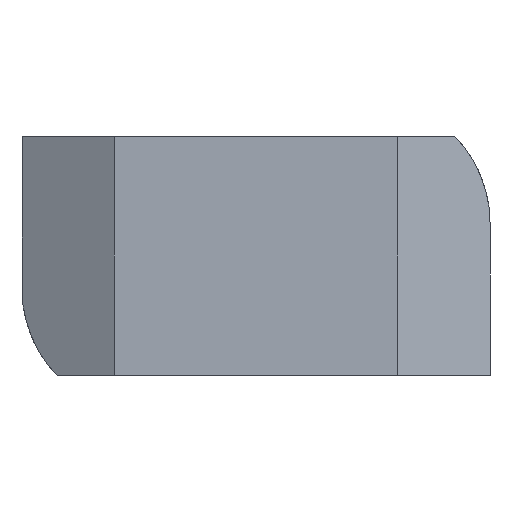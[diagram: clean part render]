
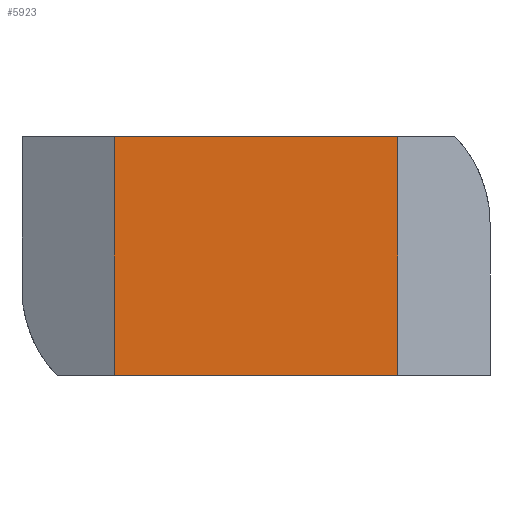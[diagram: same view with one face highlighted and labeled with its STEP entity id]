
A CAD part, front view. The second image highlights one B-rep face of the part: STEP entity #5923.
In plain terms, the highlighted planar face has unit normal (0, -1, 0).
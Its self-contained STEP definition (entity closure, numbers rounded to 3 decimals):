
#395 = CARTESIAN_POINT ( 'NONE',  ( -5.75, 0., -9.7 ) ) ;
#475 = VECTOR ( 'NONE', #8588, 1000. ) ;
#592 = VERTEX_POINT ( 'NONE', #395 ) ;
#621 = EDGE_CURVE ( 'NONE', #8040, #2669, #6246, .T. ) ;
#671 = CARTESIAN_POINT ( 'NONE',  ( 5.75, 0., -9.7 ) ) ;
#1153 = LINE ( 'NONE', #1612, #475 ) ;
#1612 = CARTESIAN_POINT ( 'NONE',  ( -5.75, 0., -9.7 ) ) ;
#1623 = CARTESIAN_POINT ( 'NONE',  ( 5.75, 0., -9.7 ) ) ;
#1696 = FACE_OUTER_BOUND ( 'NONE', #4823, .T. ) ;
#2316 = ORIENTED_EDGE ( 'NONE', *, *, #2738, .F. ) ;
#2335 = DIRECTION ( 'NONE',  ( 1., 0., 0. ) ) ;
#2377 = CARTESIAN_POINT ( 'NONE',  ( 5.75, 0., 0. ) ) ;
#2397 = DIRECTION ( 'NONE',  ( 1., 0., 0. ) ) ;
#2669 = VERTEX_POINT ( 'NONE', #2377 ) ;
#2738 = EDGE_CURVE ( 'NONE', #592, #5120, #1153, .T. ) ;
#3719 = ORIENTED_EDGE ( 'NONE', *, *, #5361, .T. ) ;
#3792 = VECTOR ( 'NONE', #2335, 1000. ) ;
#4012 = AXIS2_PLACEMENT_3D ( 'NONE', #671, #4948, #6297 ) ;
#4665 = DIRECTION ( 'NONE',  ( 0., 0., 1. ) ) ;
#4823 = EDGE_LOOP ( 'NONE', ( #7222, #2316, #3719, #8129 ) ) ;
#4874 = LINE ( 'NONE', #1623, #6320 ) ;
#4948 = DIRECTION ( 'NONE',  ( 0., -1., 0. ) ) ;
#5120 = VERTEX_POINT ( 'NONE', #5917 ) ;
#5361 = EDGE_CURVE ( 'NONE', #592, #8040, #4874, .T. ) ;
#5917 = CARTESIAN_POINT ( 'NONE',  ( -5.75, 0., 0. ) ) ;
#5923 = ADVANCED_FACE ( 'NONE', ( #1696 ), #7695, .T. ) ;
#5931 = CARTESIAN_POINT ( 'NONE',  ( 5.75, 0., 0. ) ) ;
#6246 = LINE ( 'NONE', #8168, #7763 ) ;
#6297 = DIRECTION ( 'NONE',  ( 1., 0., 0. ) ) ;
#6320 = VECTOR ( 'NONE', #2397, 1000. ) ;
#6633 = CARTESIAN_POINT ( 'NONE',  ( 5.75, 0., -9.7 ) ) ;
#7222 = ORIENTED_EDGE ( 'NONE', *, *, #8003, .F. ) ;
#7695 = PLANE ( 'NONE',  #4012 ) ;
#7763 = VECTOR ( 'NONE', #4665, 1000. ) ;
#8003 = EDGE_CURVE ( 'NONE', #5120, #2669, #8604, .T. ) ;
#8040 = VERTEX_POINT ( 'NONE', #6633 ) ;
#8129 = ORIENTED_EDGE ( 'NONE', *, *, #621, .T. ) ;
#8168 = CARTESIAN_POINT ( 'NONE',  ( 5.75, 0., -9.7 ) ) ;
#8588 = DIRECTION ( 'NONE',  ( 0., 0., 1. ) ) ;
#8604 = LINE ( 'NONE', #5931, #3792 ) ;
